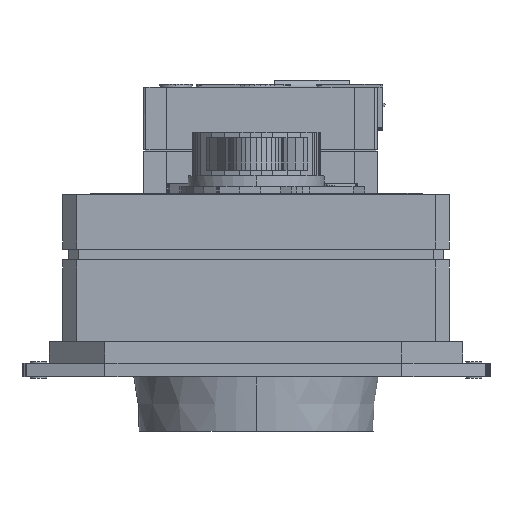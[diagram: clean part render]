
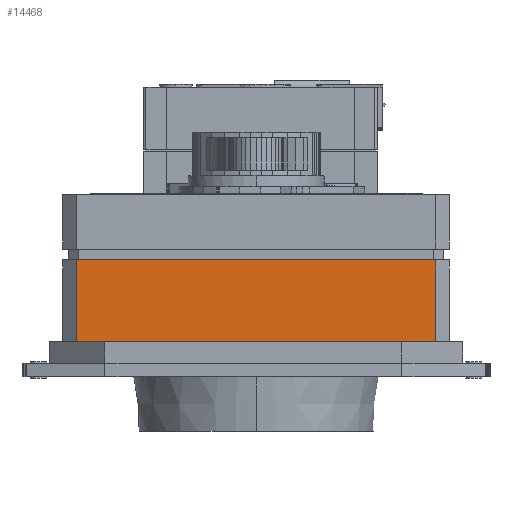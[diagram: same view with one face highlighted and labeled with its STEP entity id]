
A CAD part, left-side view. The second image highlights one B-rep face of the part: STEP entity #14468.
In plain terms, the highlighted planar face has unit normal (-1, 0, 0).
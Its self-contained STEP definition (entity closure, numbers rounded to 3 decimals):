
#6558=CARTESIAN_POINT('Axis2P3D Location',(-128.49,-66.,67.)) ;
#13642=CARTESIAN_POINT('Line Origine',(-128.49,0.,63.)) ;
#13646=CARTESIAN_POINT('Vertex',(-128.49,-66.,63.)) ;
#13648=CARTESIAN_POINT('Vertex',(-128.49,66.,63.)) ;
#14443=CARTESIAN_POINT('Line Origine',(-128.49,66.,48.)) ;
#14447=CARTESIAN_POINT('Vertex',(-128.49,66.,33.)) ;
#14450=CARTESIAN_POINT('Line Origine',(-128.49,0.,33.)) ;
#14454=CARTESIAN_POINT('Vertex',(-128.49,-66.,33.)) ;
#14457=CARTESIAN_POINT('Line Origine',(-128.49,-66.,48.)) ;
#13644=VECTOR('Line Direction',#13643,1.) ;
#14445=VECTOR('Line Direction',#14444,1.) ;
#14452=VECTOR('Line Direction',#14451,1.) ;
#14459=VECTOR('Line Direction',#14458,1.) ;
#6559=DIRECTION('Axis2P3D Direction',(-1.,0.,0.)) ;
#6560=DIRECTION('Axis2P3D XDirection',(0.,-1.,0.)) ;
#13643=DIRECTION('Vector Direction',(0.,1.,0.)) ;
#14444=DIRECTION('Vector Direction',(0.,0.,1.)) ;
#14451=DIRECTION('Vector Direction',(0.,1.,0.)) ;
#14458=DIRECTION('Vector Direction',(0.,0.,1.)) ;
#6561=AXIS2_PLACEMENT_3D('Plane Axis2P3D',#6558,#6559,#6560) ;
#13645=LINE('Line',#13642,#13644) ;
#14446=LINE('Line',#14443,#14445) ;
#14453=LINE('Line',#14450,#14452) ;
#14460=LINE('Line',#14457,#14459) ;
#6562=PLANE('',#6561) ;
#13650=EDGE_CURVE('',#13647,#13649,#13645,.T.) ;
#14449=EDGE_CURVE('',#14448,#13649,#14446,.T.) ;
#14456=EDGE_CURVE('',#14455,#14448,#14453,.T.) ;
#14461=EDGE_CURVE('',#14455,#13647,#14460,.T.) ;
#14463=ORIENTED_EDGE('',*,*,#13650,.T.) ;
#14464=ORIENTED_EDGE('',*,*,#14449,.F.) ;
#14465=ORIENTED_EDGE('',*,*,#14456,.F.) ;
#14466=ORIENTED_EDGE('',*,*,#14461,.T.) ;
#14462=EDGE_LOOP('',(#14463,#14464,#14465,#14466)) ;
#13647=VERTEX_POINT('',#13646) ;
#13649=VERTEX_POINT('',#13648) ;
#14448=VERTEX_POINT('',#14447) ;
#14455=VERTEX_POINT('',#14454) ;
#14468=ADVANCED_FACE('1',(#14467),#6562,.T.) ;
#14467=FACE_OUTER_BOUND('',#14462,.T.) ;
